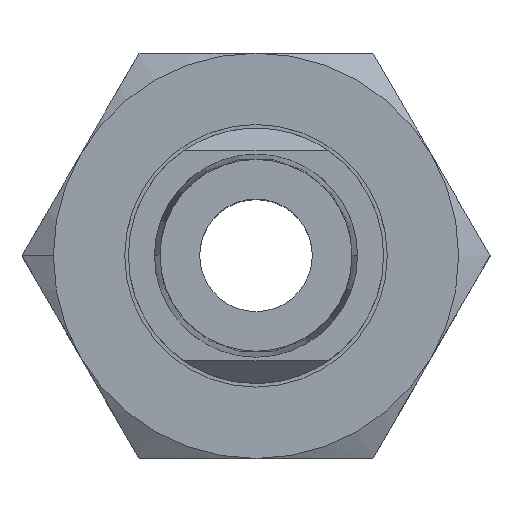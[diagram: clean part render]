
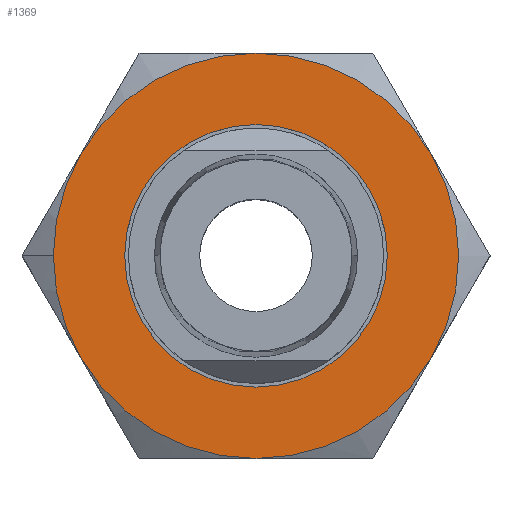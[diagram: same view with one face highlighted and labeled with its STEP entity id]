
A CAD part, top view. The second image highlights one B-rep face of the part: STEP entity #1369.
In plain terms, the highlighted planar face has unit normal (0, 0, 1).
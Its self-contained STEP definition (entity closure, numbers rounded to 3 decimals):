
#1187 = AXIS2_PLACEMENT_3D ( 'NONE', #1240, #1239, #1238 ) ;
#1188 = FACE_OUTER_BOUND ( 'NONE', #1378, .T. ) ;
#1189 = DIRECTION ( 'NONE',  ( 1., 0., 0. ) ) ;
#1190 = DIRECTION ( 'NONE',  ( 0., 0., 1. ) ) ;
#1223 = PLANE ( 'NONE',  #1187 ) ;
#1238 = DIRECTION ( 'NONE',  ( -1., 0., 0. ) ) ;
#1239 = DIRECTION ( 'NONE',  ( 0., 0., -1. ) ) ;
#1240 = CARTESIAN_POINT ( 'NONE',  ( 0., 13.5, 6.75 ) ) ;
#1245 = CARTESIAN_POINT ( 'NONE',  ( 0., 0., 6.75 ) ) ;
#1246 = AXIS2_PLACEMENT_3D ( 'NONE', #1245, #1190, #1189 ) ;
#1247 = FACE_BOUND ( 'NONE', #1371, .T. ) ;
#1248 = CIRCLE ( 'NONE', #1246, 8.75 ) ;
#1306 = CARTESIAN_POINT ( 'NONE',  ( -11.691, 6.75, 6.75 ) ) ;
#1356 = ORIENTED_EDGE ( 'NONE', *, *, #2026, .T. ) ;
#1357 = ORIENTED_EDGE ( 'NONE', *, *, #2402, .T. ) ;
#1358 = ORIENTED_EDGE ( 'NONE', *, *, #2381, .T. ) ;
#1359 = ORIENTED_EDGE ( 'NONE', *, *, #1368, .F. ) ;
#1360 = ORIENTED_EDGE ( 'NONE', *, *, #2240, .F. ) ;
#1367 = ORIENTED_EDGE ( 'NONE', *, *, #2403, .T. ) ;
#1368 = EDGE_CURVE ( 'NONE', #2400, #2089, #1248, .T. ) ;
#1369 = ADVANCED_FACE ( 'NONE', ( #1247, #1188 ), #1223, .F. ) ;
#1370 = ORIENTED_EDGE ( 'NONE', *, *, #2343, .T. ) ;
#1371 = EDGE_LOOP ( 'NONE', ( #1359, #1360 ) ) ;
#1375 = ORIENTED_EDGE ( 'NONE', *, *, #2101, .T. ) ;
#1376 = ORIENTED_EDGE ( 'NONE', *, *, #2370, .T. ) ;
#1378 = EDGE_LOOP ( 'NONE', ( #1358, #1357, #1356, #1370, #1367, #1375, #1376 ) ) ;
#1689 = VERTEX_POINT ( 'NONE', #1306 ) ;
#1761 = AXIS2_PLACEMENT_3D ( 'NONE', #1766, #1765, #1764 ) ;
#1762 = CIRCLE ( 'NONE', #1761, 13.5 ) ;
#1764 = DIRECTION ( 'NONE',  ( 1., 0., 0. ) ) ;
#1765 = DIRECTION ( 'NONE',  ( 0., 0., 1. ) ) ;
#1766 = CARTESIAN_POINT ( 'NONE',  ( 0., 0., 6.75 ) ) ;
#1782 = CARTESIAN_POINT ( 'NONE',  ( -8.75, 0., 6.75 ) ) ;
#1811 = CARTESIAN_POINT ( 'NONE',  ( 0., 0., 6.75 ) ) ;
#1812 = CIRCLE ( 'NONE', #1814, 13.5 ) ;
#1813 = DIRECTION ( 'NONE',  ( 1., 0., 0. ) ) ;
#1814 = AXIS2_PLACEMENT_3D ( 'NONE', #1811, #1815, #1813 ) ;
#1815 = DIRECTION ( 'NONE',  ( 0., 0., 1. ) ) ;
#1908 = CARTESIAN_POINT ( 'NONE',  ( 0., 0., 6.75 ) ) ;
#1909 = AXIS2_PLACEMENT_3D ( 'NONE', #1908, #1948, #1947 ) ;
#1910 = CIRCLE ( 'NONE', #1909, 8.75 ) ;
#1923 = CARTESIAN_POINT ( 'NONE',  ( 0., 0., 6.75 ) ) ;
#1925 = CARTESIAN_POINT ( 'NONE',  ( 0., 0., 6.75 ) ) ;
#1926 = AXIS2_PLACEMENT_3D ( 'NONE', #1925, #1945, #1944 ) ;
#1935 = DIRECTION ( 'NONE',  ( 0., 0., 1. ) ) ;
#1936 = AXIS2_PLACEMENT_3D ( 'NONE', #1923, #1935, #1990 ) ;
#1937 = CIRCLE ( 'NONE', #1936, 13.5 ) ;
#1944 = DIRECTION ( 'NONE',  ( 1., 0., 0. ) ) ;
#1945 = DIRECTION ( 'NONE',  ( 0., 0., 1. ) ) ;
#1947 = DIRECTION ( 'NONE',  ( 1., 0., 0. ) ) ;
#1948 = DIRECTION ( 'NONE',  ( 0., 0., 1. ) ) ;
#1990 = DIRECTION ( 'NONE',  ( 1., 0., 0. ) ) ;
#1999 = CIRCLE ( 'NONE', #1926, 13.5 ) ;
#2013 = CARTESIAN_POINT ( 'NONE',  ( 0., -13.5, 6.75 ) ) ;
#2026 = EDGE_CURVE ( 'NONE', #1689, #2338, #2334, .T. ) ;
#2069 = CARTESIAN_POINT ( 'NONE',  ( -11.691, -6.75, 6.75 ) ) ;
#2071 = CARTESIAN_POINT ( 'NONE',  ( -13.5, 0., 6.75 ) ) ;
#2089 = VERTEX_POINT ( 'NONE', #1782 ) ;
#2101 = EDGE_CURVE ( 'NONE', #2108, #2371, #1762, .T. ) ;
#2103 = CARTESIAN_POINT ( 'NONE',  ( 11.691, -6.75, 6.75 ) ) ;
#2108 = VERTEX_POINT ( 'NONE', #2013 ) ;
#2110 = CARTESIAN_POINT ( 'NONE',  ( 0., 0., 6.75 ) ) ;
#2111 = CIRCLE ( 'NONE', #2114, 13.5 ) ;
#2114 = AXIS2_PLACEMENT_3D ( 'NONE', #2110, #2122, #2121 ) ;
#2121 = DIRECTION ( 'NONE',  ( 1., 0., 0. ) ) ;
#2122 = DIRECTION ( 'NONE',  ( 0., 0., 1. ) ) ;
#2141 = CARTESIAN_POINT ( 'NONE',  ( 11.691, 6.75, 6.75 ) ) ;
#2149 = CARTESIAN_POINT ( 'NONE',  ( 0., 13.5, 6.75 ) ) ;
#2161 = CARTESIAN_POINT ( 'NONE',  ( 8.75, 0., 6.75 ) ) ;
#2188 = CARTESIAN_POINT ( 'NONE',  ( 0., 0., 6.75 ) ) ;
#2201 = CIRCLE ( 'NONE', #2242, 13.5 ) ;
#2240 = EDGE_CURVE ( 'NONE', #2089, #2400, #1910, .T. ) ;
#2242 = AXIS2_PLACEMENT_3D ( 'NONE', #2188, #2267, #2258 ) ;
#2258 = DIRECTION ( 'NONE',  ( 1., 0., 0. ) ) ;
#2267 = DIRECTION ( 'NONE',  ( 0., 0., 1. ) ) ;
#2334 = CIRCLE ( 'NONE', #2346, 13.5 ) ;
#2338 = VERTEX_POINT ( 'NONE', #2071 ) ;
#2339 = VERTEX_POINT ( 'NONE', #2069 ) ;
#2342 = DIRECTION ( 'NONE',  ( 1., 0., 0. ) ) ;
#2343 = EDGE_CURVE ( 'NONE', #2338, #2339, #1937, .T. ) ;
#2344 = DIRECTION ( 'NONE',  ( 0., 0., 1. ) ) ;
#2345 = CARTESIAN_POINT ( 'NONE',  ( 0., 0., 6.75 ) ) ;
#2346 = AXIS2_PLACEMENT_3D ( 'NONE', #2345, #2344, #2342 ) ;
#2370 = EDGE_CURVE ( 'NONE', #2371, #2387, #1999, .T. ) ;
#2371 = VERTEX_POINT ( 'NONE', #2103 ) ;
#2379 = VERTEX_POINT ( 'NONE', #2149 ) ;
#2381 = EDGE_CURVE ( 'NONE', #2387, #2379, #2111, .T. ) ;
#2387 = VERTEX_POINT ( 'NONE', #2141 ) ;
#2400 = VERTEX_POINT ( 'NONE', #2161 ) ;
#2402 = EDGE_CURVE ( 'NONE', #2379, #1689, #1812, .T. ) ;
#2403 = EDGE_CURVE ( 'NONE', #2339, #2108, #2201, .T. ) ;
